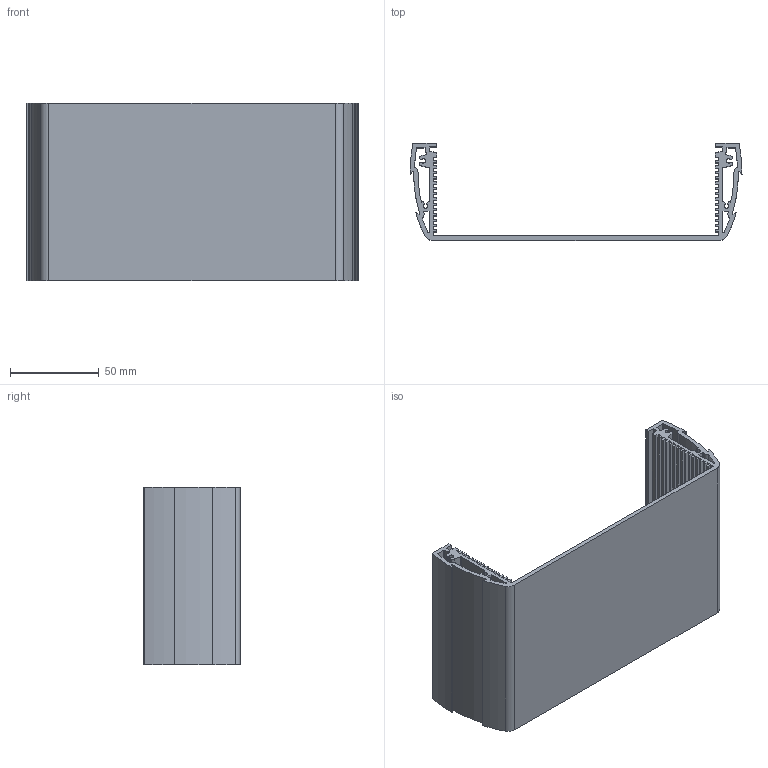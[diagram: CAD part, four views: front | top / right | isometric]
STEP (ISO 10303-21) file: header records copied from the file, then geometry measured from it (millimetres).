
FILE_DESCRIPTION((''),'2;1');
FILE_NAME('94341100_ASPU 1850-0100.stp','2010-02-05T11:54:20',('kotzmaier'),(''),'Autodesk Inventor 2010','Autodesk Inventor 2010','');
FILE_SCHEMA(('CONFIG_CONTROL_DESIGN'));
Length unit declared in the file: millimetre
Products named in the file (1): ASPU 1850_1009684_3D
Bounding box: 186.99 x 54.6 x 100 mm (x, y, z)
Volume: 112385.4 mm3; surface area: 98276.3 mm2
Topology: 1 solids, 1 shells, 240 faces, 714 edges, 476 vertices
Faces by surface type: plane 162, cylinder 78
Entity records: 8076 total; most frequent: CARTESIAN_POINT 1431, ORIENTED_EDGE 1428, DIRECTION 1352, EDGE_CURVE 714, VECTOR 558, LINE 558, VERTEX_POINT 476, AXIS2_PLACEMENT_3D 397
